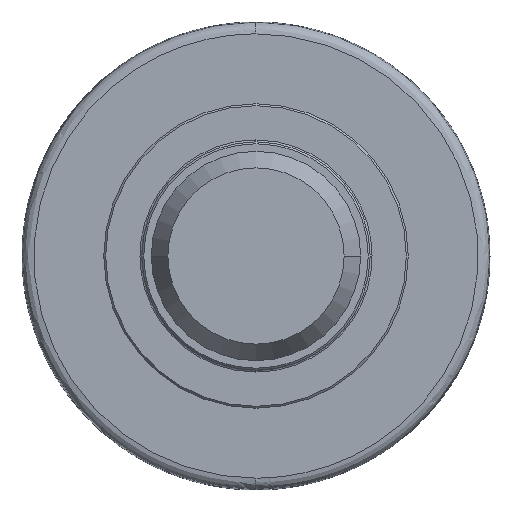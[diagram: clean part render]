
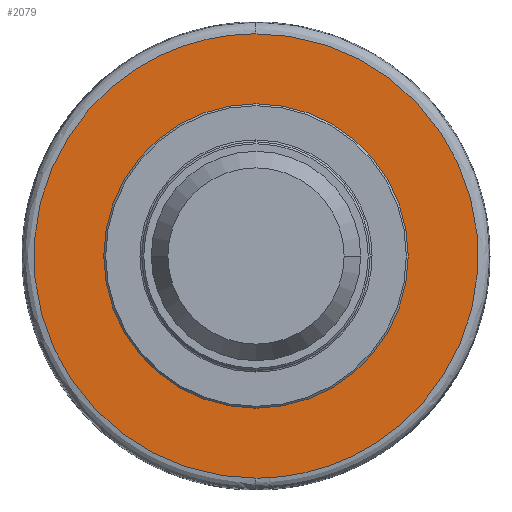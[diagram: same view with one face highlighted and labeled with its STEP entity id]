
A CAD part, left-side view. The second image highlights one B-rep face of the part: STEP entity #2079.
In plain terms, the highlighted planar face has unit normal (-1, 0, 0).
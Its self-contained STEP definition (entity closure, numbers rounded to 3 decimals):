
#12 = AXIS2_PLACEMENT_3D ( 'NONE', #609, #616, #617 ) ;
#59 = AXIS2_PLACEMENT_3D ( 'NONE', #1542, #1543, #1544 ) ;
#100 = AXIS2_PLACEMENT_3D ( 'NONE', #1844, #1901, #1902 ) ;
#127 = EDGE_LOOP ( 'NONE', ( #301, #302 ) ) ;
#135 = EDGE_LOOP ( 'NONE', ( #295, #296, #297, #298, #299, #300 ) ) ;
#295 = ORIENTED_EDGE ( 'NONE', *, *, #937, .T. ) ;
#296 = ORIENTED_EDGE ( 'NONE', *, *, #1027, .T. ) ;
#297 = ORIENTED_EDGE ( 'NONE', *, *, #1023, .T. ) ;
#298 = ORIENTED_EDGE ( 'NONE', *, *, #959, .T. ) ;
#299 = ORIENTED_EDGE ( 'NONE', *, *, #1018, .T. ) ;
#300 = ORIENTED_EDGE ( 'NONE', *, *, #971, .T. ) ;
#301 = ORIENTED_EDGE ( 'NONE', *, *, #1927, .F. ) ;
#302 = ORIENTED_EDGE ( 'NONE', *, *, #932, .F. ) ;
#338 = CIRCLE ( 'NONE', #12, 35.542 ) ;
#375 = LINE ( 'NONE', #1073, #376 ) ;
#376 = VECTOR ( 'NONE', #1074, 1000. ) ;
#425 = LINE ( 'NONE', #1396, #427 ) ;
#427 = VECTOR ( 'NONE', #1397, 1000. ) ;
#433 = CIRCLE ( 'NONE', #59, 35.542 ) ;
#508 = FACE_OUTER_BOUND ( 'NONE', #127, .T. ) ;
#511 = FACE_BOUND ( 'NONE', #135, .T. ) ;
#596 = CARTESIAN_POINT ( 'NONE',  ( 30.4, 0., 58.38 ) ) ;
#601 = CARTESIAN_POINT ( 'NONE',  ( 30.4, -116.759, 58.38 ) ) ;
#602 = CARTESIAN_POINT ( 'NONE',  ( 30.4, -116.759, -58.38 ) ) ;
#603 = CARTESIAN_POINT ( 'NONE',  ( 30.4, 0., -58.38 ) ) ;
#609 = CARTESIAN_POINT ( 'NONE',  ( 30.4, 0., 0. ) ) ;
#616 = DIRECTION ( 'NONE',  ( 1., 0., 0. ) ) ;
#617 = DIRECTION ( 'NONE',  ( 0., 1., 0. ) ) ;
#913 = CARTESIAN_POINT ( 'NONE',  ( 30.4, -0.9, -35.194 ) ) ;
#916 = CARTESIAN_POINT ( 'NONE',  ( 30.4, -2.295, -33.406 ) ) ;
#917 = CARTESIAN_POINT ( 'NONE',  ( 30.4, -1.743, -30.578 ) ) ;
#918 = CARTESIAN_POINT ( 'NONE',  ( 30.4, 0., -30.578 ) ) ;
#932 = EDGE_CURVE ( 'NONE', #1947, #1953, #2022, .T. ) ;
#937 = EDGE_CURVE ( 'NONE', #1956, #1954, #338, .T. ) ;
#959 = EDGE_CURVE ( 'NONE', #1985, #1986, #2023, .T. ) ;
#971 = EDGE_CURVE ( 'NONE', #1994, #1956, #375, .T. ) ;
#1018 = EDGE_CURVE ( 'NONE', #1986, #1994, #2028, .T. ) ;
#1023 = EDGE_CURVE ( 'NONE', #2010, #1985, #425, .T. ) ;
#1027 = EDGE_CURVE ( 'NONE', #1954, #2010, #433, .T. ) ;
#1073 = CARTESIAN_POINT ( 'NONE',  ( 30.4, 0.9, -17.75 ) ) ;
#1074 = DIRECTION ( 'NONE',  ( 0., 0., -1. ) ) ;
#1349 = CARTESIAN_POINT ( 'NONE',  ( 30.4, 0., -30.578 ) ) ;
#1355 = CARTESIAN_POINT ( 'NONE',  ( 30.4, 1.743, -30.578 ) ) ;
#1356 = CARTESIAN_POINT ( 'NONE',  ( 30.4, 2.295, -33.406 ) ) ;
#1357 = CARTESIAN_POINT ( 'NONE',  ( 30.4, 0.9, -35.194 ) ) ;
#1396 = CARTESIAN_POINT ( 'NONE',  ( 30.4, -0.9, -17.75 ) ) ;
#1397 = DIRECTION ( 'NONE',  ( 0., 0., 1. ) ) ;
#1515 = CARTESIAN_POINT ( 'NONE',  ( 30.4, 0., -58.38 ) ) ;
#1542 = CARTESIAN_POINT ( 'NONE',  ( 30.4, 0., 0. ) ) ;
#1543 = DIRECTION ( 'NONE',  ( 1., 0., 0. ) ) ;
#1544 = DIRECTION ( 'NONE',  ( 0., 1., 0. ) ) ;
#1549 = CARTESIAN_POINT ( 'NONE',  ( 30.4, 116.759, -58.38 ) ) ;
#1551 = CARTESIAN_POINT ( 'NONE',  ( 30.4, 116.759, 58.38 ) ) ;
#1552 = CARTESIAN_POINT ( 'NONE',  ( 30.4, 0., 58.38 ) ) ;
#1562 = CARTESIAN_POINT ( 'NONE',  ( 30.4, 0., 58.38 ) ) ;
#1567 = CARTESIAN_POINT ( 'NONE',  ( 30.4, 0., -58.38 ) ) ;
#1568 = CARTESIAN_POINT ( 'NONE',  ( 30.4, 0., 35.542 ) ) ;
#1570 = CARTESIAN_POINT ( 'NONE',  ( 30.4, 0.9, -35.53 ) ) ;
#1598 = CARTESIAN_POINT ( 'NONE',  ( 30.4, -0.9, -35.194 ) ) ;
#1599 = CARTESIAN_POINT ( 'NONE',  ( 30.4, 0., -30.578 ) ) ;
#1607 = CARTESIAN_POINT ( 'NONE',  ( 30.4, 0.9, -35.194 ) ) ;
#1623 = CARTESIAN_POINT ( 'NONE',  ( 30.4, -0.9, -35.53 ) ) ;
#1844 = CARTESIAN_POINT ( 'NONE',  ( 30.4, 53.039, 0. ) ) ;
#1900 = PLANE ( 'NONE',  #100 ) ;
#1901 = DIRECTION ( 'NONE',  ( -1., 0., 0. ) ) ;
#1902 = DIRECTION ( 'NONE',  ( 0., 0., 1. ) ) ;
#1927 = EDGE_CURVE ( 'NONE', #1953, #1947, #2029, .T. ) ;
#1947 = VERTEX_POINT ( 'NONE', #1562 ) ;
#1953 = VERTEX_POINT ( 'NONE', #1567 ) ;
#1954 = VERTEX_POINT ( 'NONE', #1568 ) ;
#1956 = VERTEX_POINT ( 'NONE', #1570 ) ;
#1985 = VERTEX_POINT ( 'NONE', #1598 ) ;
#1986 = VERTEX_POINT ( 'NONE', #1599 ) ;
#1994 = VERTEX_POINT ( 'NONE', #1607 ) ;
#2010 = VERTEX_POINT ( 'NONE', #1623 ) ;
#2022 =( BOUNDED_CURVE ( )  B_SPLINE_CURVE ( 3, ( #596, #601, #602, #603 ),
 .UNSPECIFIED., .F., .F. ) 
 B_SPLINE_CURVE_WITH_KNOTS ( ( 4, 4 ),
 ( 0.25, 0.75 ),
 .UNSPECIFIED. ) 
 CURVE ( )  GEOMETRIC_REPRESENTATION_ITEM ( )  RATIONAL_B_SPLINE_CURVE ( ( 1., 0.333, 0.333, 1. ) ) 
 REPRESENTATION_ITEM ( '' )  );
#2023 =( BOUNDED_CURVE ( )  B_SPLINE_CURVE ( 3, ( #913, #916, #917, #918 ),
 .UNSPECIFIED., .F., .F. ) 
 B_SPLINE_CURVE_WITH_KNOTS ( ( 4, 4 ),
 ( 0.644, 3.142 ),
 .UNSPECIFIED. ) 
 CURVE ( )  GEOMETRIC_REPRESENTATION_ITEM ( )  RATIONAL_B_SPLINE_CURVE ( ( 1., 0.544, 0.544, 1. ) ) 
 REPRESENTATION_ITEM ( '' )  );
#2028 =( BOUNDED_CURVE ( )  B_SPLINE_CURVE ( 3, ( #1349, #1355, #1356, #1357 ),
 .UNSPECIFIED., .F., .T. ) 
 B_SPLINE_CURVE_WITH_KNOTS ( ( 4, 4 ),
 ( 3.142, 5.64 ),
 .UNSPECIFIED. ) 
 CURVE ( )  GEOMETRIC_REPRESENTATION_ITEM ( )  RATIONAL_B_SPLINE_CURVE ( ( 1., 0.544, 0.544, 1. ) ) 
 REPRESENTATION_ITEM ( '' )  );
#2029 =( BOUNDED_CURVE ( )  B_SPLINE_CURVE ( 3, ( #1515, #1549, #1551, #1552 ),
 .UNSPECIFIED., .F., .T. ) 
 B_SPLINE_CURVE_WITH_KNOTS ( ( 4, 4 ),
 ( 0.75, 1.25 ),
 .UNSPECIFIED. ) 
 CURVE ( )  GEOMETRIC_REPRESENTATION_ITEM ( )  RATIONAL_B_SPLINE_CURVE ( ( 1., 0.333, 0.333, 1. ) ) 
 REPRESENTATION_ITEM ( '' )  );
#2079 = ADVANCED_FACE ( 'NONE', ( #511, #508 ), #1900, .T. ) ;
